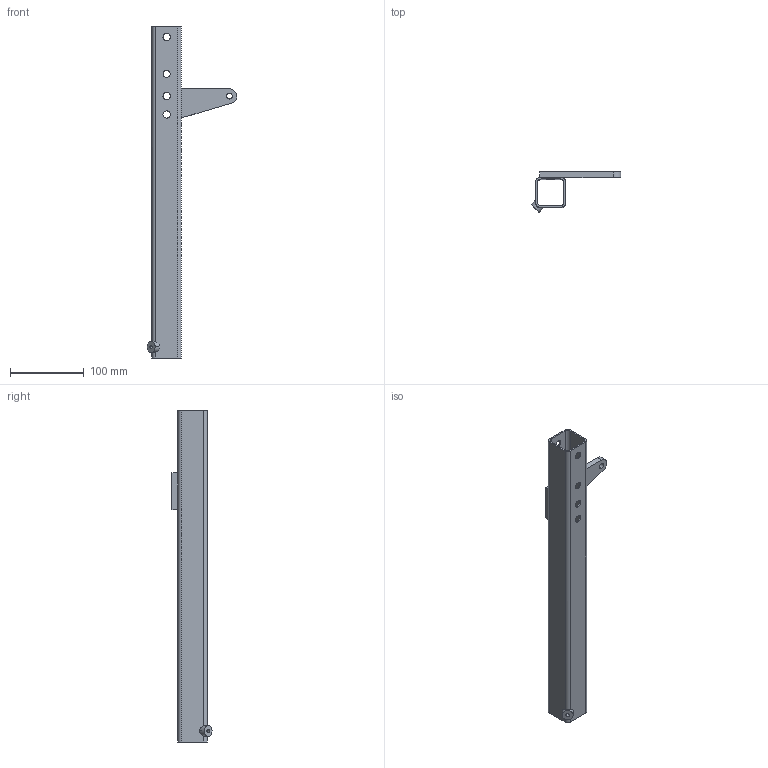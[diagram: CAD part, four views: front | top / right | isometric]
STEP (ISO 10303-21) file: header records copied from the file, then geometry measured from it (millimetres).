
FILE_DESCRIPTION (( 'STEP AP203' ), '1' );
FILE_NAME ('Mât reglabe-verticalisateur.STEP', '2020-12-03T10:43:51', ( '' ), ( '' ), 'SwSTEP 2.0', 'SolidWorks 2019', '' );
FILE_SCHEMA (( 'CONFIG_CONTROL_DESIGN' ));
Length unit declared in the file: millimetre
Products named in the file (1): M漮 reglabe-verticalisateur
Bounding box: 121.32 x 54.34 x 450 mm (x, y, z)
Volume: 164119 mm3; surface area: 136794.3 mm2
Topology: 1 solids, 1 shells, 49 faces, 137 edges, 90 vertices
Faces by surface type: cylinder 32, plane 17
Entity records: 1808 total; most frequent: CARTESIAN_POINT 387, DIRECTION 287, ORIENTED_EDGE 274, EDGE_CURVE 137, AXIS2_PLACEMENT_3D 108, VERTEX_POINT 90, EDGE_LOOP 71, VECTOR 71
